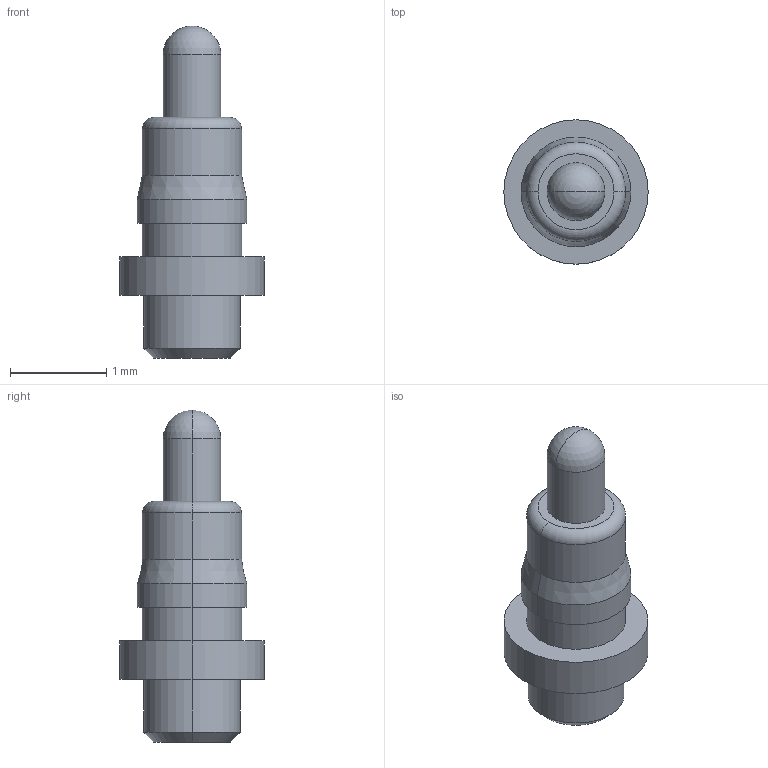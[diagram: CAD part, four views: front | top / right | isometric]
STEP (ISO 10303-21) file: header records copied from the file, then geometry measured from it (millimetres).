
FILE_DESCRIPTION(('FreeCAD Model'),'2;1');
FILE_NAME('P70-6000045.step', '2019-05-14T09:20:33',('kicad StepUp'),('ksu MCAD'), 'Open CASCADE STEP processor 7.2','FreeCAD','Unknown');
FILE_SCHEMA(('AUTOMOTIVE_DESIGN { 1 0 10303 214 1 1 1 1 }'));
Length unit declared in the file: millimetre
Products named in the file (1): P70-6000045
Bounding box: 1.5 x 1.5 x 3.45 mm (x, y, z)
Volume: 2.7 mm3; surface area: 13.6 mm2
Topology: 1 solids, 1 shells, 25 faces, 50 edges, 29 vertices
Faces by surface type: cylinder 12, plane 5, cone 4, torus 2, sphere 2
Entity records: 663 total; most frequent: DIRECTION 132, CARTESIAN_POINT 103, ORIENTED_EDGE 96, AXIS2_PLACEMENT_3D 58, EDGE_CURVE 48, CIRCLE 32, FACE_BOUND 29, EDGE_LOOP 29
